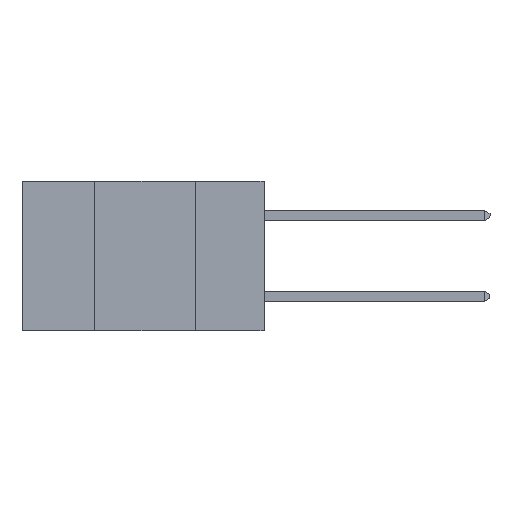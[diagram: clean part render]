
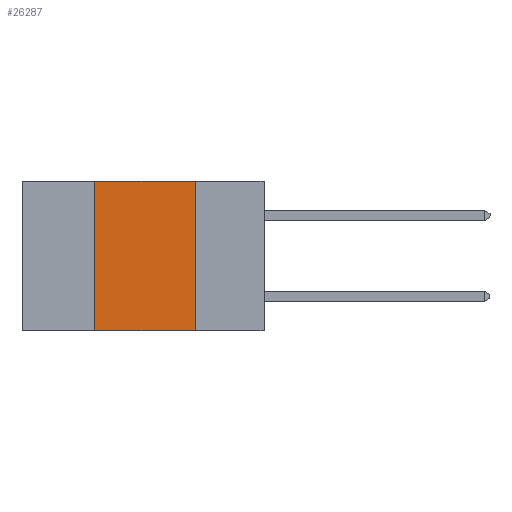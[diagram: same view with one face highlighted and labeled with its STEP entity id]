
A CAD part, left-side view. The second image highlights one B-rep face of the part: STEP entity #26287.
In plain terms, the highlighted planar face has unit normal (-1, 0, 0).
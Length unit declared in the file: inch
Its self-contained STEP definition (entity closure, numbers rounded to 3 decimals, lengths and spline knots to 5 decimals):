
#3644 = DIRECTION ( 'NONE',  ( 1., 0., 0. ) ) ;
#4429 = VECTOR ( 'NONE', #8822, 39.37008 ) ;
#4759 = LINE ( 'NONE', #22963, #28402 ) ;
#4985 = ORIENTED_EDGE ( 'NONE', *, *, #16012, .T. ) ;
#5625 = VERTEX_POINT ( 'NONE', #18090 ) ;
#6431 = LINE ( 'NONE', #9193, #17593 ) ;
#6669 = DIRECTION ( 'NONE',  ( 0., -1., 0. ) ) ;
#8822 = DIRECTION ( 'NONE',  ( 0., -1., 0. ) ) ;
#9193 = CARTESIAN_POINT ( 'NONE',  ( 0., 0.17, 0. ) ) ;
#11410 = DIRECTION ( 'NONE',  ( 0., 0., -1. ) ) ;
#12495 = PLANE ( 'NONE',  #27147 ) ;
#12618 = VERTEX_POINT ( 'NONE', #17531 ) ;
#13906 = VECTOR ( 'NONE', #6669, 39.37008 ) ;
#14234 = ORIENTED_EDGE ( 'NONE', *, *, #16223, .F. ) ;
#16012 = EDGE_CURVE ( 'NONE', #12618, #5625, #16267, .T. ) ;
#16223 = EDGE_CURVE ( 'NONE', #12618, #21783, #4759, .T. ) ;
#16233 = DIRECTION ( 'NONE',  ( 0., 0., 1. ) ) ;
#16267 = LINE ( 'NONE', #24400, #4429 ) ;
#16988 = CARTESIAN_POINT ( 'NONE',  ( 0., 0.6, 0. ) ) ;
#17531 = CARTESIAN_POINT ( 'NONE',  ( 0., 0.42, -0.37 ) ) ;
#17593 = VECTOR ( 'NONE', #11410, 39.37008 ) ;
#18090 = CARTESIAN_POINT ( 'NONE',  ( 0., 0.17, -0.37 ) ) ;
#18219 = EDGE_LOOP ( 'NONE', ( #23258, #22934, #14234, #4985 ) ) ;
#18716 = FACE_OUTER_BOUND ( 'NONE', #18219, .T. ) ;
#19195 = DIRECTION ( 'NONE',  ( 0., 0., -1. ) ) ;
#20632 = EDGE_CURVE ( 'NONE', #21783, #22082, #25722, .T. ) ;
#21783 = VERTEX_POINT ( 'NONE', #26357 ) ;
#22082 = VERTEX_POINT ( 'NONE', #25109 ) ;
#22934 = ORIENTED_EDGE ( 'NONE', *, *, #20632, .F. ) ;
#22963 = CARTESIAN_POINT ( 'NONE',  ( 0., 0.42, 0. ) ) ;
#23258 = ORIENTED_EDGE ( 'NONE', *, *, #27922, .F. ) ;
#24400 = CARTESIAN_POINT ( 'NONE',  ( 0., 0.6, -0.37 ) ) ;
#25109 = CARTESIAN_POINT ( 'NONE',  ( 0., 0.17, 0. ) ) ;
#25722 = LINE ( 'NONE', #26695, #13906 ) ;
#26287 = ADVANCED_FACE ( 'NONE', ( #18716 ), #12495, .F. ) ;
#26357 = CARTESIAN_POINT ( 'NONE',  ( 0., 0.42, 0. ) ) ;
#26695 = CARTESIAN_POINT ( 'NONE',  ( 0., 0.6, 0. ) ) ;
#27147 = AXIS2_PLACEMENT_3D ( 'NONE', #16988, #3644, #19195 ) ;
#27922 = EDGE_CURVE ( 'NONE', #22082, #5625, #6431, .T. ) ;
#28402 = VECTOR ( 'NONE', #16233, 39.37008 ) ;
